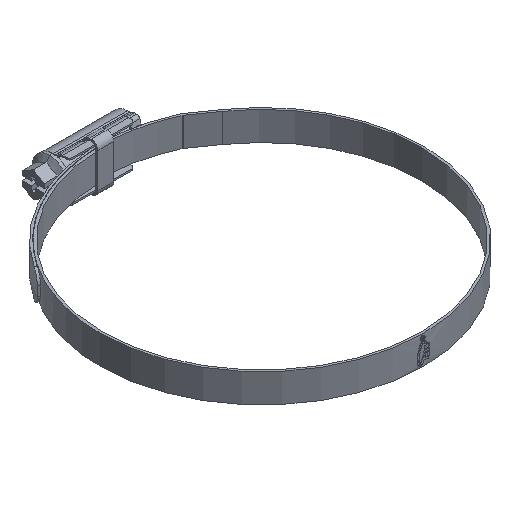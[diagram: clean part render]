
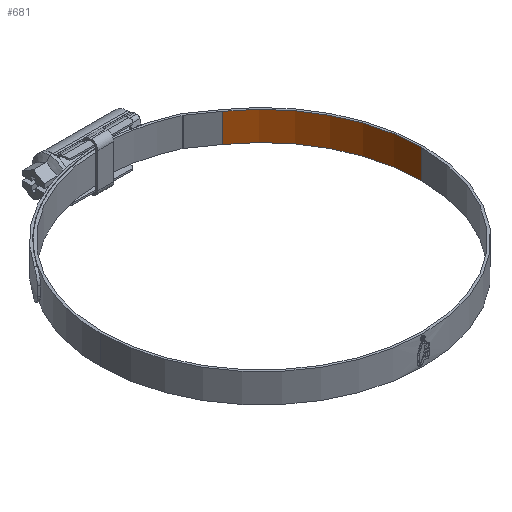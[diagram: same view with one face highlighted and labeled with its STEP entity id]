
A CAD part, isometric view. The second image highlights one B-rep face of the part: STEP entity #681.
In plain terms, the highlighted cylindrical face has radius 50 mm (diameter 100 mm), a partial arc.
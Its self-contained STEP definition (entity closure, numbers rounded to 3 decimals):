
#281 = FACE_OUTER_BOUND ( 'NONE', #5512, .T. ) ;
#477 = VERTEX_POINT ( 'NONE', #8498 ) ;
#494 = AXIS2_PLACEMENT_3D ( 'NONE', #5864, #3021, #2204 ) ;
#681 = ADVANCED_FACE ( 'NONE', ( #281 ), #2091, .F. ) ;
#1001 = CARTESIAN_POINT ( 'NONE',  ( 50., 0., -4.5 ) ) ;
#1300 = ORIENTED_EDGE ( 'NONE', *, *, #2309, .F. ) ;
#2091 = CYLINDRICAL_SURFACE ( 'NONE', #5712, 50. ) ;
#2204 = DIRECTION ( 'NONE',  ( 1., 0., 0. ) ) ;
#2309 = EDGE_CURVE ( 'NONE', #477, #9166, #7982, .T. ) ;
#2405 = CARTESIAN_POINT ( 'NONE',  ( 28.679, 40.958, -4.5 ) ) ;
#2630 = CARTESIAN_POINT ( 'NONE',  ( 28.679, 40.958, 4.5 ) ) ;
#3009 = EDGE_CURVE ( 'NONE', #5132, #4858, #3416, .T. ) ;
#3021 = DIRECTION ( 'NONE',  ( 0., 0., 1. ) ) ;
#3143 = VECTOR ( 'NONE', #4382, 1000. ) ;
#3416 = LINE ( 'NONE', #8675, #6630 ) ;
#3541 = ORIENTED_EDGE ( 'NONE', *, *, #9022, .T. ) ;
#3565 = DIRECTION ( 'NONE',  ( 1., 0., 0. ) ) ;
#4382 = DIRECTION ( 'NONE',  ( 0., 0., -1. ) ) ;
#4516 = DIRECTION ( 'NONE',  ( -1., 0., 0. ) ) ;
#4858 = VERTEX_POINT ( 'NONE', #2405 ) ;
#5003 = AXIS2_PLACEMENT_3D ( 'NONE', #6452, #5752, #3565 ) ;
#5132 = VERTEX_POINT ( 'NONE', #2630 ) ;
#5512 = EDGE_LOOP ( 'NONE', ( #1300, #3541, #6458, #5548 ) ) ;
#5548 = ORIENTED_EDGE ( 'NONE', *, *, #5559, .F. ) ;
#5559 = EDGE_CURVE ( 'NONE', #9166, #4858, #7891, .T. ) ;
#5712 = AXIS2_PLACEMENT_3D ( 'NONE', #7411, #8920, #4516 ) ;
#5752 = DIRECTION ( 'NONE',  ( 0., 0., 1. ) ) ;
#5864 = CARTESIAN_POINT ( 'NONE',  ( 0., 0., 4.5 ) ) ;
#6420 = CARTESIAN_POINT ( 'NONE',  ( 50., 0., 4.5 ) ) ;
#6452 = CARTESIAN_POINT ( 'NONE',  ( 0., 0., -4.5 ) ) ;
#6458 = ORIENTED_EDGE ( 'NONE', *, *, #3009, .T. ) ;
#6574 = CIRCLE ( 'NONE', #494, 50. ) ;
#6630 = VECTOR ( 'NONE', #7962, 1000. ) ;
#7411 = CARTESIAN_POINT ( 'NONE',  ( 0., 0., 4.5 ) ) ;
#7891 = CIRCLE ( 'NONE', #5003, 50. ) ;
#7962 = DIRECTION ( 'NONE',  ( 0., 0., -1. ) ) ;
#7982 = LINE ( 'NONE', #6420, #3143 ) ;
#8498 = CARTESIAN_POINT ( 'NONE',  ( 50., 0., 4.5 ) ) ;
#8675 = CARTESIAN_POINT ( 'NONE',  ( 28.679, 40.958, 4.5 ) ) ;
#8920 = DIRECTION ( 'NONE',  ( 0., 0., -1. ) ) ;
#9022 = EDGE_CURVE ( 'NONE', #477, #5132, #6574, .T. ) ;
#9166 = VERTEX_POINT ( 'NONE', #1001 ) ;
